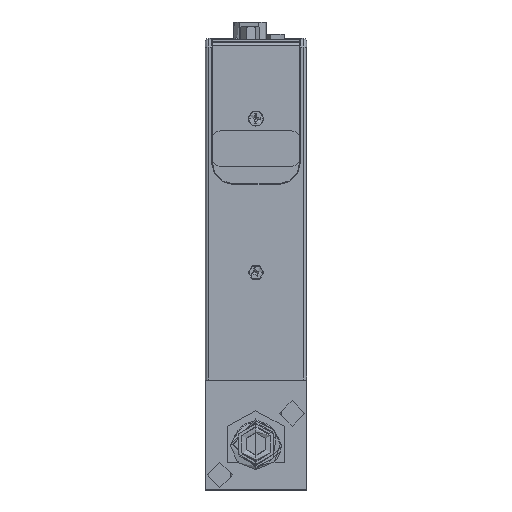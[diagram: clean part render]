
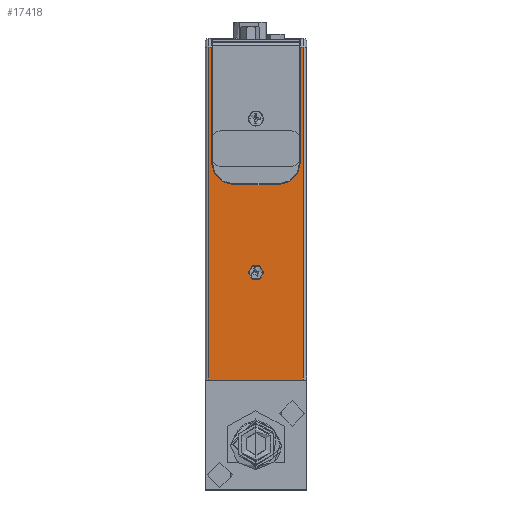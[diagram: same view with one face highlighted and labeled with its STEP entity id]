
A CAD part, top view. The second image highlights one B-rep face of the part: STEP entity #17418.
In plain terms, the highlighted planar face has unit normal (0, 0, 1).
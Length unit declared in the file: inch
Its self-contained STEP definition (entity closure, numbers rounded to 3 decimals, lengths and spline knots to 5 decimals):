
#798 = LINE ( 'NONE', #61172, #48439 ) ;
#2521 = VERTEX_POINT ( 'NONE', #72308 ) ;
#2951 = DIRECTION ( 'NONE',  ( 0., -1., 0. ) ) ;
#3636 = DIRECTION ( 'NONE',  ( -1., 0., 0. ) ) ;
#4210 = DIRECTION ( 'NONE',  ( 1., 0., 0. ) ) ;
#4274 = CARTESIAN_POINT ( 'NONE',  ( 0.0025, 3.35956, 2.432 ) ) ;
#4275 = DIRECTION ( 'NONE',  ( 0., 0., -1. ) ) ;
#4368 = CARTESIAN_POINT ( 'NONE',  ( -0.80754, 3.60366, 2.432 ) ) ;
#5417 = CARTESIAN_POINT ( 'NONE',  ( 0.0025, 4.87925, 2.432 ) ) ;
#6400 = DIRECTION ( 'NONE',  ( 1., 0., 0. ) ) ;
#8048 = ORIENTED_EDGE ( 'NONE', *, *, #18648, .T. ) ;
#8565 = ORIENTED_EDGE ( 'NONE', *, *, #77808, .T. ) ;
#9658 = ORIENTED_EDGE ( 'NONE', *, *, #42359, .T. ) ;
#10650 = LINE ( 'NONE', #50056, #60186 ) ;
#11524 = CARTESIAN_POINT ( 'NONE',  ( -0.06837, 3.60366, 2.432 ) ) ;
#12226 = CARTESIAN_POINT ( 'NONE',  ( 0.0025, 1.20208, 2.432 ) ) ;
#13640 = ORIENTED_EDGE ( 'NONE', *, *, #46581, .T. ) ;
#13816 = PLANE ( 'NONE',  #73470 ) ;
#14487 = FACE_OUTER_BOUND ( 'NONE', #58809, .T. ) ;
#14544 = AXIS2_PLACEMENT_3D ( 'NONE', #34553, #34541, #34458 ) ;
#14660 = VERTEX_POINT ( 'NONE', #22549 ) ;
#15318 = LINE ( 'NONE', #4274, #46394 ) ;
#16106 = DIRECTION ( 'NONE',  ( 0., 0., -1. ) ) ;
#16953 = ORIENTED_EDGE ( 'NONE', *, *, #28697, .F. ) ;
#17418 = ADVANCED_FACE ( 'NONE', ( #14487, #78651 ), #13816, .T. ) ;
#17638 = CARTESIAN_POINT ( 'NONE',  ( -1.05163, 1.20208, 2.432 ) ) ;
#18414 = CIRCLE ( 'NONE', #46211, 0.24409 ) ;
#18648 = EDGE_CURVE ( 'NONE', #37604, #2521, #36786, .T. ) ;
#18713 = CARTESIAN_POINT ( 'NONE',  ( -0.31246, 3.35956, 2.432 ) ) ;
#19895 = CARTESIAN_POINT ( 'NONE',  ( -1.08313, 4.87925, 2.432 ) ) ;
#20239 = CARTESIAN_POINT ( 'NONE',  ( -0.03687, 4.87925, 2.432 ) ) ;
#20931 = VECTOR ( 'NONE', #67268, 39.37008 ) ;
#22549 = CARTESIAN_POINT ( 'NONE',  ( -1.05163, 4.87925, 2.432 ) ) ;
#22644 = DIRECTION ( 'NONE',  ( 0., -1., 0. ) ) ;
#22729 = DIRECTION ( 'NONE',  ( 0., 0., -1. ) ) ;
#22740 = CARTESIAN_POINT ( 'NONE',  ( -0.31246, 3.60366, 2.432 ) ) ;
#23832 = ORIENTED_EDGE ( 'NONE', *, *, #41717, .T. ) ;
#23850 = ORIENTED_EDGE ( 'NONE', *, *, #80151, .F. ) ;
#24570 = LINE ( 'NONE', #5417, #72184 ) ;
#25301 = DIRECTION ( 'NONE',  ( 0., -1., 0. ) ) ;
#26448 = AXIS2_PLACEMENT_3D ( 'NONE', #22740, #22729, #22644 ) ;
#26535 = ORIENTED_EDGE ( 'NONE', *, *, #74826, .T. ) ;
#27751 = CARTESIAN_POINT ( 'NONE',  ( -1.05163, 3.60366, 2.432 ) ) ;
#28697 = EDGE_CURVE ( 'NONE', #66579, #67158, #24570, .T. ) ;
#29689 = CARTESIAN_POINT ( 'NONE',  ( 0.0025, 4.87925, 2.432 ) ) ;
#32710 = ORIENTED_EDGE ( 'NONE', *, *, #36484, .T. ) ;
#34458 = DIRECTION ( 'NONE',  ( 1., 0., 0. ) ) ;
#34541 = DIRECTION ( 'NONE',  ( 0., 0., -1. ) ) ;
#34553 = CARTESIAN_POINT ( 'NONE',  ( -0.56, 2.38808, 2.432 ) ) ;
#34630 = DIRECTION ( 'NONE',  ( 1., 0., 0. ) ) ;
#34979 = CARTESIAN_POINT ( 'NONE',  ( 0.0025, 1.20208, 2.432 ) ) ;
#35907 = DIRECTION ( 'NONE',  ( 1., 0., 0. ) ) ;
#36253 = VERTEX_POINT ( 'NONE', #19895 ) ;
#36484 = EDGE_CURVE ( 'NONE', #71212, #73420, #18414, .T. ) ;
#36741 = DIRECTION ( 'NONE',  ( 0., 1., 0. ) ) ;
#36786 = LINE ( 'NONE', #34979, #38696 ) ;
#37226 = CARTESIAN_POINT ( 'NONE',  ( -0.80754, 3.35956, 2.432 ) ) ;
#37604 = VERTEX_POINT ( 'NONE', #43863 ) ;
#37912 = EDGE_CURVE ( 'NONE', #68534, #64747, #67859, .T. ) ;
#38696 = VECTOR ( 'NONE', #34630, 39.37008 ) ;
#39340 = LINE ( 'NONE', #17638, #20931 ) ;
#40129 = CARTESIAN_POINT ( 'NONE',  ( -1.08313, 1.20208, 2.432 ) ) ;
#41717 = EDGE_CURVE ( 'NONE', #46196, #66146, #63876, .T. ) ;
#42359 = EDGE_CURVE ( 'NONE', #64747, #71212, #15318, .T. ) ;
#42580 = VECTOR ( 'NONE', #35907, 39.37008 ) ;
#42686 = ORIENTED_EDGE ( 'NONE', *, *, #37912, .T. ) ;
#43034 = DIRECTION ( 'NONE',  ( 0., 0., 1. ) ) ;
#43863 = CARTESIAN_POINT ( 'NONE',  ( -1.08313, 1.20208, 2.432 ) ) ;
#46196 = VERTEX_POINT ( 'NONE', #58240 ) ;
#46211 = AXIS2_PLACEMENT_3D ( 'NONE', #4368, #4275, #4210 ) ;
#46394 = VECTOR ( 'NONE', #3636, 39.37008 ) ;
#46581 = EDGE_CURVE ( 'NONE', #73420, #14660, #39340, .T. ) ;
#46818 = CARTESIAN_POINT ( 'NONE',  ( -0.646, 2.38808, 2.432 ) ) ;
#48439 = VECTOR ( 'NONE', #36741, 39.37008 ) ;
#50056 = CARTESIAN_POINT ( 'NONE',  ( -0.06837, 1.20208, 2.432 ) ) ;
#53277 = CARTESIAN_POINT ( 'NONE',  ( -0.56, 2.38808, 2.432 ) ) ;
#53702 = ORIENTED_EDGE ( 'NONE', *, *, #68505, .T. ) ;
#56817 = ORIENTED_EDGE ( 'NONE', *, *, #79320, .T. ) ;
#57129 = LINE ( 'NONE', #29689, #42580 ) ;
#57845 = AXIS2_PLACEMENT_3D ( 'NONE', #53277, #16106, #59536 ) ;
#58138 = VECTOR ( 'NONE', #2951, 39.37008 ) ;
#58240 = CARTESIAN_POINT ( 'NONE',  ( -0.474, 2.38808, 2.432 ) ) ;
#58809 = EDGE_LOOP ( 'NONE', ( #32710, #13640, #23850, #56817, #8048, #53702, #16953, #8565, #42686, #9658 ) ) ;
#59536 = DIRECTION ( 'NONE',  ( 1., 0., 0. ) ) ;
#60186 = VECTOR ( 'NONE', #25301, 39.37008 ) ;
#61172 = CARTESIAN_POINT ( 'NONE',  ( -0.03687, 1.20208, 2.432 ) ) ;
#63876 = CIRCLE ( 'NONE', #14544, 0.086 ) ;
#64747 = VERTEX_POINT ( 'NONE', #18713 ) ;
#66146 = VERTEX_POINT ( 'NONE', #46818 ) ;
#66579 = VERTEX_POINT ( 'NONE', #78481 ) ;
#67158 = VERTEX_POINT ( 'NONE', #20239 ) ;
#67268 = DIRECTION ( 'NONE',  ( 0., 1., 0. ) ) ;
#67527 = EDGE_LOOP ( 'NONE', ( #23832, #26535 ) ) ;
#67859 = CIRCLE ( 'NONE', #26448, 0.24409 ) ;
#68505 = EDGE_CURVE ( 'NONE', #2521, #67158, #798, .T. ) ;
#68534 = VERTEX_POINT ( 'NONE', #11524 ) ;
#70930 = DIRECTION ( 'NONE',  ( 0., -1., 0. ) ) ;
#71212 = VERTEX_POINT ( 'NONE', #37226 ) ;
#72184 = VECTOR ( 'NONE', #6400, 39.37008 ) ;
#72308 = CARTESIAN_POINT ( 'NONE',  ( -0.03687, 1.20208, 2.432 ) ) ;
#73420 = VERTEX_POINT ( 'NONE', #27751 ) ;
#73470 = AXIS2_PLACEMENT_3D ( 'NONE', #12226, #43034, #70930 ) ;
#74826 = EDGE_CURVE ( 'NONE', #66146, #46196, #76885, .T. ) ;
#76644 = LINE ( 'NONE', #40129, #58138 ) ;
#76885 = CIRCLE ( 'NONE', #57845, 0.086 ) ;
#77808 = EDGE_CURVE ( 'NONE', #66579, #68534, #10650, .T. ) ;
#78481 = CARTESIAN_POINT ( 'NONE',  ( -0.06837, 4.87925, 2.432 ) ) ;
#78651 = FACE_BOUND ( 'NONE', #67527, .T. ) ;
#79320 = EDGE_CURVE ( 'NONE', #36253, #37604, #76644, .T. ) ;
#80151 = EDGE_CURVE ( 'NONE', #36253, #14660, #57129, .T. ) ;
